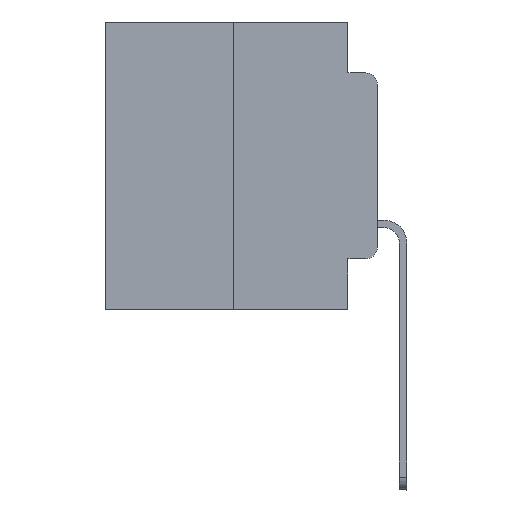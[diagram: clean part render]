
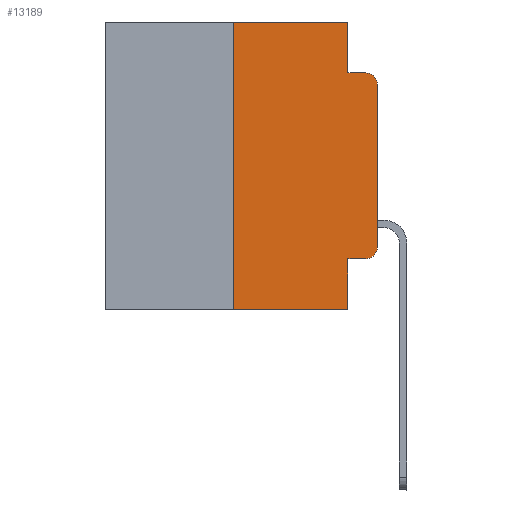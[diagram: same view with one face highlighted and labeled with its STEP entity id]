
A CAD part, left-side view. The second image highlights one B-rep face of the part: STEP entity #13189.
In plain terms, the highlighted planar face has unit normal (-1, 0, 0).
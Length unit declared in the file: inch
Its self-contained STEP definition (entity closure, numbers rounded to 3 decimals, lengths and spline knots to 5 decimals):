
#340 = DIRECTION ( 'NONE',  ( 0., 0., 1. ) ) ;
#650 = VERTEX_POINT ( 'NONE', #18698 ) ;
#730 = ORIENTED_EDGE ( 'NONE', *, *, #25646, .F. ) ;
#741 = CARTESIAN_POINT ( 'NONE',  ( 0., 0.051, -0.4115 ) ) ;
#844 = DIRECTION ( 'NONE',  ( 0., -1., 0. ) ) ;
#988 = CARTESIAN_POINT ( 'NONE',  ( 0., 0.473, -0.5 ) ) ;
#1111 = VERTEX_POINT ( 'NONE', #27003 ) ;
#1387 = VERTEX_POINT ( 'NONE', #13886 ) ;
#1900 = DIRECTION ( 'NONE',  ( -1., 0., 0. ) ) ;
#2933 = VECTOR ( 'NONE', #15866, 39.37008 ) ;
#3119 = VECTOR ( 'NONE', #16794, 39.37008 ) ;
#3124 = VERTEX_POINT ( 'NONE', #9748 ) ;
#3251 = CARTESIAN_POINT ( 'NONE',  ( 0., 0.051, 0. ) ) ;
#3820 = DIRECTION ( 'NONE',  ( 1., 0., 0. ) ) ;
#3888 = CARTESIAN_POINT ( 'NONE',  ( 0., 0.02, -0.3915 ) ) ;
#4138 = LINE ( 'NONE', #21083, #11005 ) ;
#4435 = EDGE_CURVE ( 'NONE', #7676, #1111, #4138, .T. ) ;
#4670 = ORIENTED_EDGE ( 'NONE', *, *, #15615, .F. ) ;
#6007 = DIRECTION ( 'NONE',  ( 0., 0., -1. ) ) ;
#6189 = VERTEX_POINT ( 'NONE', #23306 ) ;
#6635 = AXIS2_PLACEMENT_3D ( 'NONE', #3888, #26200, #7065 ) ;
#7065 = DIRECTION ( 'NONE',  ( 0., 0., -1. ) ) ;
#7587 = VECTOR ( 'NONE', #17682, 39.37008 ) ;
#7666 = EDGE_CURVE ( 'NONE', #15699, #14667, #18013, .T. ) ;
#7676 = VERTEX_POINT ( 'NONE', #3251 ) ;
#7786 = CARTESIAN_POINT ( 'NONE',  ( 0., 0.051, -0.0885 ) ) ;
#8102 = CARTESIAN_POINT ( 'NONE',  ( 0., 0., -0.3915 ) ) ;
#8171 = CARTESIAN_POINT ( 'NONE',  ( 0., 0.02, -0.1085 ) ) ;
#8745 = ORIENTED_EDGE ( 'NONE', *, *, #7666, .T. ) ;
#9083 = CARTESIAN_POINT ( 'NONE',  ( 0., 0.051, -0.4115 ) ) ;
#9748 = CARTESIAN_POINT ( 'NONE',  ( 0., 0.051, -0.5 ) ) ;
#9959 = DIRECTION ( 'NONE',  ( 0., 0., -1. ) ) ;
#10106 = LINE ( 'NONE', #10640, #3119 ) ;
#10482 = AXIS2_PLACEMENT_3D ( 'NONE', #8171, #1900, #9959 ) ;
#10640 = CARTESIAN_POINT ( 'NONE',  ( 0., 0.051, 0. ) ) ;
#10718 = EDGE_CURVE ( 'NONE', #1387, #3124, #13025, .T. ) ;
#11005 = VECTOR ( 'NONE', #15049, 39.37008 ) ;
#11249 = CARTESIAN_POINT ( 'NONE',  ( 0., 0.473, 0. ) ) ;
#11799 = VECTOR ( 'NONE', #844, 39.37008 ) ;
#12538 = ORIENTED_EDGE ( 'NONE', *, *, #15697, .F. ) ;
#12558 = EDGE_LOOP ( 'NONE', ( #25585, #23545, #730, #23580, #12538, #4670, #22294, #13471, #15322, #8745 ) ) ;
#13025 = LINE ( 'NONE', #988, #11799 ) ;
#13189 = ADVANCED_FACE ( 'NONE', ( #22678 ), #15993, .F. ) ;
#13340 = EDGE_CURVE ( 'NONE', #17977, #3124, #10106, .T. ) ;
#13379 = EDGE_CURVE ( 'NONE', #14667, #6189, #25254, .T. ) ;
#13471 = ORIENTED_EDGE ( 'NONE', *, *, #13340, .F. ) ;
#13583 = LINE ( 'NONE', #11249, #7587 ) ;
#13886 = CARTESIAN_POINT ( 'NONE',  ( 0., 0.25, -0.5 ) ) ;
#14667 = VERTEX_POINT ( 'NONE', #8102 ) ;
#14870 = DIRECTION ( 'NONE',  ( 0., 0., 1. ) ) ;
#15049 = DIRECTION ( 'NONE',  ( 0., 0., -1. ) ) ;
#15282 = VECTOR ( 'NONE', #17405, 39.37008 ) ;
#15322 = ORIENTED_EDGE ( 'NONE', *, *, #17088, .T. ) ;
#15615 = EDGE_CURVE ( 'NONE', #1387, #650, #21124, .T. ) ;
#15697 = EDGE_CURVE ( 'NONE', #650, #7676, #13583, .T. ) ;
#15699 = VERTEX_POINT ( 'NONE', #26016 ) ;
#15866 = DIRECTION ( 'NONE',  ( 0., -1., 0. ) ) ;
#15993 = PLANE ( 'NONE',  #25797 ) ;
#16767 = VERTEX_POINT ( 'NONE', #24172 ) ;
#16794 = DIRECTION ( 'NONE',  ( 0., 0., -1. ) ) ;
#16855 = EDGE_CURVE ( 'NONE', #6189, #16767, #22270, .T. ) ;
#17088 = EDGE_CURVE ( 'NONE', #17977, #15699, #19462, .T. ) ;
#17405 = DIRECTION ( 'NONE',  ( 0., -1., 0. ) ) ;
#17682 = DIRECTION ( 'NONE',  ( 0., -1., 0. ) ) ;
#17977 = VERTEX_POINT ( 'NONE', #9083 ) ;
#18013 = CIRCLE ( 'NONE', #6635, 0.02 ) ;
#18698 = CARTESIAN_POINT ( 'NONE',  ( 0., 0.25, 0. ) ) ;
#19058 = CARTESIAN_POINT ( 'NONE',  ( 0., 0.25, 0. ) ) ;
#19462 = LINE ( 'NONE', #741, #15282 ) ;
#21083 = CARTESIAN_POINT ( 'NONE',  ( 0., 0.051, 0. ) ) ;
#21124 = LINE ( 'NONE', #19058, #23734 ) ;
#22270 = CIRCLE ( 'NONE', #10482, 0.02 ) ;
#22294 = ORIENTED_EDGE ( 'NONE', *, *, #10718, .T. ) ;
#22678 = FACE_OUTER_BOUND ( 'NONE', #12558, .T. ) ;
#23073 = CARTESIAN_POINT ( 'NONE',  ( 0., 0., 0. ) ) ;
#23194 = VECTOR ( 'NONE', #14870, 39.37008 ) ;
#23306 = CARTESIAN_POINT ( 'NONE',  ( 0., 0., -0.1085 ) ) ;
#23545 = ORIENTED_EDGE ( 'NONE', *, *, #16855, .T. ) ;
#23580 = ORIENTED_EDGE ( 'NONE', *, *, #4435, .F. ) ;
#23734 = VECTOR ( 'NONE', #340, 39.37008 ) ;
#24172 = CARTESIAN_POINT ( 'NONE',  ( 0., 0.02, -0.0885 ) ) ;
#24735 = CARTESIAN_POINT ( 'NONE',  ( 0., 0.473, 0. ) ) ;
#25254 = LINE ( 'NONE', #23073, #23194 ) ;
#25585 = ORIENTED_EDGE ( 'NONE', *, *, #13379, .T. ) ;
#25646 = EDGE_CURVE ( 'NONE', #1111, #16767, #26513, .T. ) ;
#25797 = AXIS2_PLACEMENT_3D ( 'NONE', #24735, #3820, #6007 ) ;
#26016 = CARTESIAN_POINT ( 'NONE',  ( 0., 0.02, -0.4115 ) ) ;
#26200 = DIRECTION ( 'NONE',  ( -1., 0., 0. ) ) ;
#26513 = LINE ( 'NONE', #7786, #2933 ) ;
#27003 = CARTESIAN_POINT ( 'NONE',  ( 0., 0.051, -0.0885 ) ) ;
